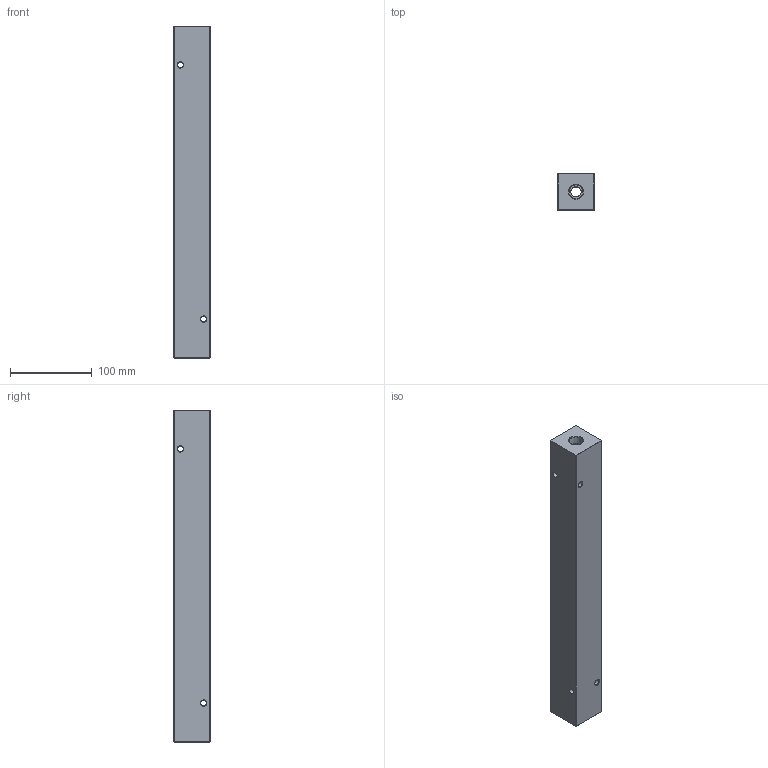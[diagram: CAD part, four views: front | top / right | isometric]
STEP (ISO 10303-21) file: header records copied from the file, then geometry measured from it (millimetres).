
FILE_DESCRIPTION (( 'STEP AP203' ), '1' );
FILE_NAME ('HM-9-90-P-6-4.STEP', '2020-10-29T20:25:05', ( '' ), ( '' ), 'SwSTEP 2.0', 'SolidWorks 2019', '' );
FILE_SCHEMA (( 'CONFIG_CONTROL_DESIGN' ));
Length unit declared in the file: inch
Products named in the file (1): HM-9-90-P-6-4
Bounding box: 44.45 x 44.45 x 406.4 mm (x, y, z)
Volume: 705952 mm3; surface area: 103550.9 mm2
Topology: 1 solids, 1 shells, 562 faces, 1475 edges, 960 vertices
Faces by surface type: plane 262, bspline 186, cone 60, cylinder 54
Entity records: 27536 total; most frequent: CARTESIAN_POINT 14841, ORIENTED_EDGE 2950, DIRECTION 1938, EDGE_CURVE 1475, VERTEX_POINT 960, LINE 864, VECTOR 864, EDGE_LOOP 657
